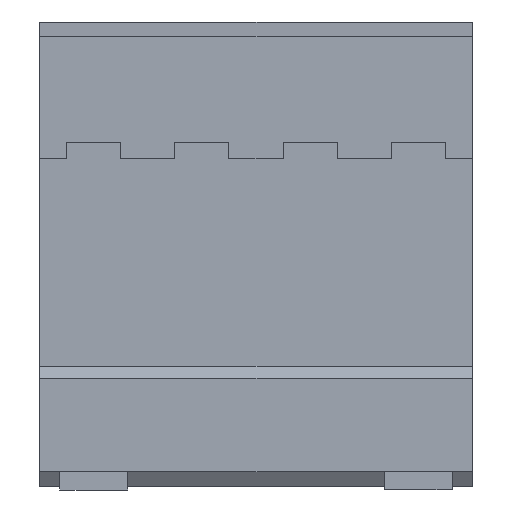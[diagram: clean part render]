
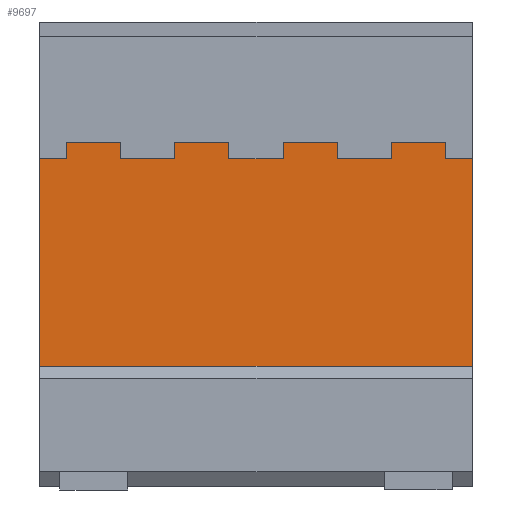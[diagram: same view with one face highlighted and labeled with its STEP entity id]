
A CAD part, front view. The second image highlights one B-rep face of the part: STEP entity #9697.
In plain terms, the highlighted planar face has unit normal (0, -1, 0).
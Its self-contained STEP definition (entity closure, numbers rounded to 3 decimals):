
#1560 = LINE ( 'NONE', #2197, #20968 ) ;
#2197 = CARTESIAN_POINT ( 'NONE',  ( -27.001, -26.75, 18.65 ) ) ;
#2802 = DIRECTION ( 'NONE',  ( 0., 0., 1. ) ) ;
#4380 = EDGE_CURVE ( 'NONE', #57108, #36060, #11620, .T. ) ;
#5289 = PLANE ( 'NONE',  #25393 ) ;
#5418 = CARTESIAN_POINT ( 'NONE',  ( 9., -26.75, 22.425 ) ) ;
#9584 = CARTESIAN_POINT ( 'NONE',  ( -27.001, -26.75, -18.65 ) ) ;
#9697 = ADVANCED_FACE ( 'NONE', ( #15030 ), #5289, .F. ) ;
#10608 = DIRECTION ( 'NONE',  ( 0., 1., 0. ) ) ;
#11620 = LINE ( 'NONE', #50744, #52299 ) ;
#15030 = FACE_OUTER_BOUND ( 'NONE', #53880, .T. ) ;
#15640 = CARTESIAN_POINT ( 'NONE',  ( 9., -26.75, -18.65 ) ) ;
#19207 = ORIENTED_EDGE ( 'NONE', *, *, #53834, .F. ) ;
#20968 = VECTOR ( 'NONE', #45075, 1000. ) ;
#25086 = VERTEX_POINT ( 'NONE', #43261 ) ;
#25393 = AXIS2_PLACEMENT_3D ( 'NONE', #53538, #10608, #38700 ) ;
#29681 = DIRECTION ( 'NONE',  ( 0., 0., -1. ) ) ;
#34115 = ORIENTED_EDGE ( 'NONE', *, *, #37820, .F. ) ;
#36060 = VERTEX_POINT ( 'NONE', #46968 ) ;
#37820 = EDGE_CURVE ( 'NONE', #25086, #60774, #48613, .T. ) ;
#38700 = DIRECTION ( 'NONE',  ( 0., 0., 1. ) ) ;
#43261 = CARTESIAN_POINT ( 'NONE',  ( 9., -26.75, 18.65 ) ) ;
#43884 = ORIENTED_EDGE ( 'NONE', *, *, #4380, .F. ) ;
#45075 = DIRECTION ( 'NONE',  ( 1., 0., 0. ) ) ;
#46968 = CARTESIAN_POINT ( 'NONE',  ( -63., -26.75, 18.65 ) ) ;
#48092 = VECTOR ( 'NONE', #57831, 1000. ) ;
#48613 = LINE ( 'NONE', #5418, #50072 ) ;
#50072 = VECTOR ( 'NONE', #29681, 1000. ) ;
#50744 = CARTESIAN_POINT ( 'NONE',  ( -63., -26.75, 22.425 ) ) ;
#51135 = CARTESIAN_POINT ( 'NONE',  ( -63., -26.75, -18.65 ) ) ;
#52299 = VECTOR ( 'NONE', #2802, 1000. ) ;
#52806 = LINE ( 'NONE', #9584, #48092 ) ;
#53538 = CARTESIAN_POINT ( 'NONE',  ( -27.001, -26.75, 18.65 ) ) ;
#53834 = EDGE_CURVE ( 'NONE', #60774, #57108, #52806, .T. ) ;
#53880 = EDGE_LOOP ( 'NONE', ( #34115, #60762, #43884, #19207 ) ) ;
#56135 = EDGE_CURVE ( 'NONE', #36060, #25086, #1560, .T. ) ;
#57108 = VERTEX_POINT ( 'NONE', #51135 ) ;
#57831 = DIRECTION ( 'NONE',  ( -1., 0., 0. ) ) ;
#60762 = ORIENTED_EDGE ( 'NONE', *, *, #56135, .F. ) ;
#60774 = VERTEX_POINT ( 'NONE', #15640 ) ;
